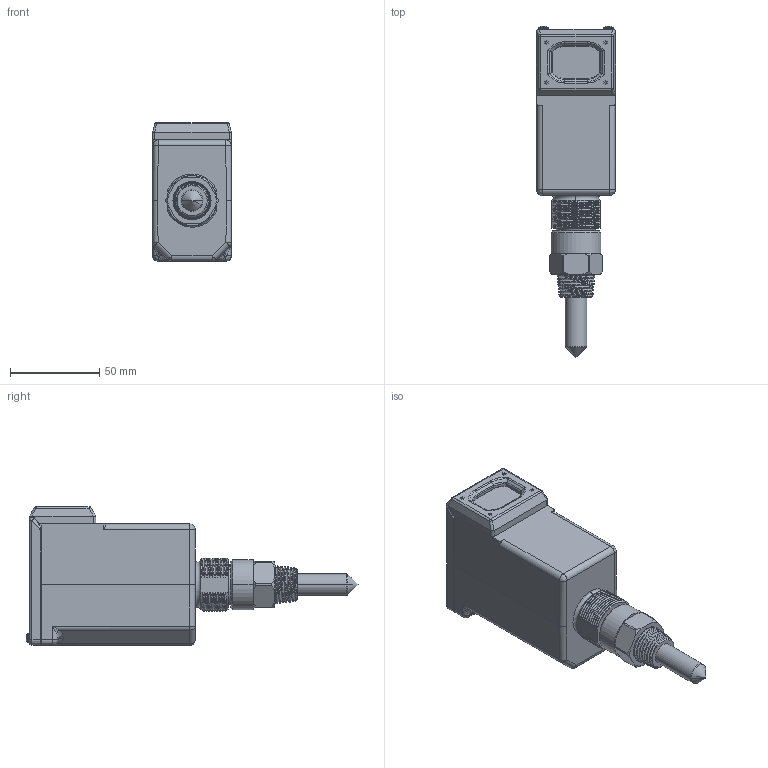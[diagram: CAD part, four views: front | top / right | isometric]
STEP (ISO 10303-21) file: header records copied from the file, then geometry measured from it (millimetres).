
FILE_DESCRIPTION((''),'2;1');
FILE_NAME('243255_SM01_ASM','2024-06-21T12:46:15',('banengservice'),('BANNER ENGINEERING'),'CREO PARAMETRIC BY PTC INC, 2022414','CREO PARAMETRIC BY PTC INC, 2022414','');
FILE_SCHEMA(('CONFIG_CONTROL_DESIGN'));
Length unit declared in the file: millimetre
Products named in the file (2): 243255_EP01; 243255_SM01_ASM
Assembly tree (1 placements, depth 2):
  243255_SM01_ASM
    243255_EP01
Bounding box: 44.45 x 186.07 x 77.7 mm (x, y, z)
Volume: 317592.7 mm3; surface area: 36290.2 mm2
Topology: 1 solids, 1 shells, 513 faces, 1378 edges, 875 vertices
Faces by surface type: plane 218, cylinder 114, bspline 91, cone 47, torus 24, sphere 19
Entity records: 26450 total; most frequent: CARTESIAN_POINT 14300, ORIENTED_EDGE 2740, DIRECTION 2202, EDGE_CURVE 1370, VERTEX_POINT 875, VECTOR 738, LINE 738, AXIS2_PLACEMENT_3D 732
